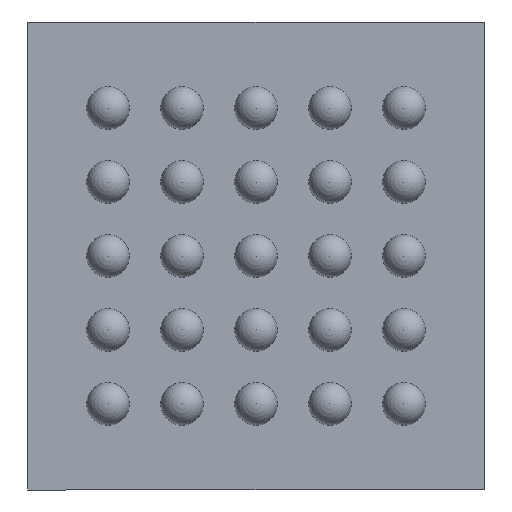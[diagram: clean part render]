
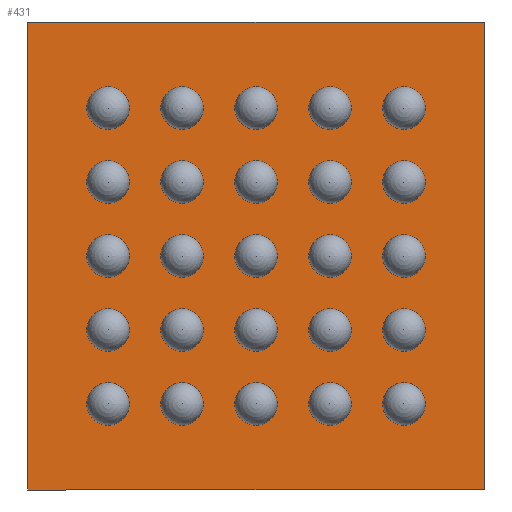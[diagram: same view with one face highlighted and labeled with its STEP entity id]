
A CAD part, front view. The second image highlights one B-rep face of the part: STEP entity #431.
In plain terms, the highlighted planar face has unit normal (0, -1, 0).
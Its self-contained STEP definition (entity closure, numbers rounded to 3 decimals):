
#92 = CARTESIAN_POINT ( 'NONE',  ( 1.234, 0.19, 1.265 ) ) ;
#168 = DIRECTION ( 'NONE',  ( 0., 0., -1. ) ) ;
#289 = VECTOR ( 'NONE', #1909, 1000. ) ;
#372 = CARTESIAN_POINT ( 'NONE',  ( -1.234, 0.19, 1.265 ) ) ;
#431 = ADVANCED_FACE ( 'NONE', ( #1373 ), #536, .T. ) ;
#498 = VERTEX_POINT ( 'NONE', #1756 ) ;
#519 = EDGE_CURVE ( 'NONE', #498, #657, #2222, .T. ) ;
#536 = PLANE ( 'NONE',  #2126 ) ;
#657 = VERTEX_POINT ( 'NONE', #1843 ) ;
#667 = DIRECTION ( 'NONE',  ( 0., 0., 1. ) ) ;
#751 = ORIENTED_EDGE ( 'NONE', *, *, #1185, .T. ) ;
#898 = CARTESIAN_POINT ( 'NONE',  ( -1.234, 0.19, 1.265 ) ) ;
#1107 = CARTESIAN_POINT ( 'NONE',  ( 1.234, 0.19, -1.265 ) ) ;
#1113 = VERTEX_POINT ( 'NONE', #2655 ) ;
#1141 = EDGE_CURVE ( 'NONE', #657, #1205, #1532, .T. ) ;
#1185 = EDGE_CURVE ( 'NONE', #1113, #498, #2412, .T. ) ;
#1201 = EDGE_LOOP ( 'NONE', ( #2101, #751, #1779, #1222 ) ) ;
#1205 = VERTEX_POINT ( 'NONE', #1107 ) ;
#1222 = ORIENTED_EDGE ( 'NONE', *, *, #1141, .T. ) ;
#1282 = VECTOR ( 'NONE', #667, 1000. ) ;
#1322 = VECTOR ( 'NONE', #2454, 1000. ) ;
#1373 = FACE_OUTER_BOUND ( 'NONE', #1201, .T. ) ;
#1532 = LINE ( 'NONE', #2047, #1322 ) ;
#1612 = LINE ( 'NONE', #92, #1282 ) ;
#1756 = CARTESIAN_POINT ( 'NONE',  ( -1.234, 0.19, 1.265 ) ) ;
#1774 = VECTOR ( 'NONE', #168, 1000. ) ;
#1779 = ORIENTED_EDGE ( 'NONE', *, *, #519, .T. ) ;
#1843 = CARTESIAN_POINT ( 'NONE',  ( -1.234, 0.19, -1.265 ) ) ;
#1909 = DIRECTION ( 'NONE',  ( -1., 0., 0. ) ) ;
#2047 = CARTESIAN_POINT ( 'NONE',  ( -1.234, 0.19, -1.265 ) ) ;
#2101 = ORIENTED_EDGE ( 'NONE', *, *, #2210, .T. ) ;
#2119 = DIRECTION ( 'NONE',  ( 0., -1., 0. ) ) ;
#2126 = AXIS2_PLACEMENT_3D ( 'NONE', #2148, #2119, #2545 ) ;
#2148 = CARTESIAN_POINT ( 'NONE',  ( 0., 0.19, 0. ) ) ;
#2210 = EDGE_CURVE ( 'NONE', #1205, #1113, #1612, .T. ) ;
#2222 = LINE ( 'NONE', #372, #1774 ) ;
#2412 = LINE ( 'NONE', #898, #289 ) ;
#2454 = DIRECTION ( 'NONE',  ( 1., 0., 0. ) ) ;
#2545 = DIRECTION ( 'NONE',  ( 1., 0., 0. ) ) ;
#2655 = CARTESIAN_POINT ( 'NONE',  ( 1.234, 0.19, 1.265 ) ) ;
